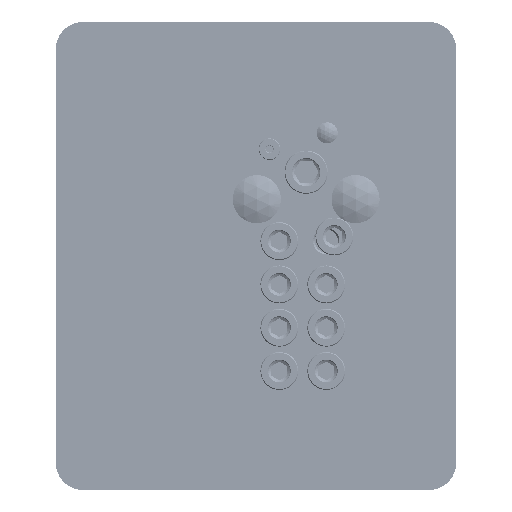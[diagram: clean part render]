
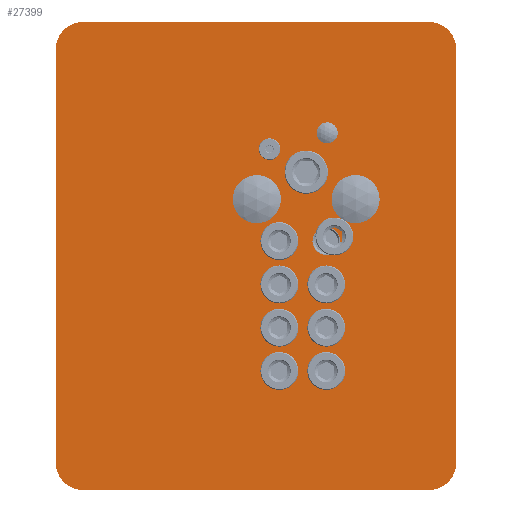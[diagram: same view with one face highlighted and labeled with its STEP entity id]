
A CAD part, front view. The second image highlights one B-rep face of the part: STEP entity #27399.
In plain terms, the highlighted planar face has unit normal (0, -1, 0).
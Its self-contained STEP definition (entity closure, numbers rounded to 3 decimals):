
#1421=FACE_BOUND('',#6689,.T.);
#1422=FACE_BOUND('',#6690,.T.);
#1423=FACE_BOUND('',#6691,.T.);
#1424=FACE_BOUND('',#6692,.T.);
#1425=FACE_BOUND('',#6693,.T.);
#1426=FACE_BOUND('',#6694,.T.);
#1427=FACE_BOUND('',#6695,.T.);
#1428=FACE_BOUND('',#6696,.T.);
#1429=FACE_BOUND('',#6697,.T.);
#1430=FACE_BOUND('',#6698,.T.);
#1431=FACE_BOUND('',#6699,.T.);
#1432=FACE_BOUND('',#6700,.T.);
#1433=FACE_BOUND('',#6701,.T.);
#2444=CIRCLE('',#29974,6.75);
#2446=CIRCLE('',#29977,5.1);
#2448=CIRCLE('',#29980,5.1);
#2450=CIRCLE('',#29983,5.1);
#2452=CIRCLE('',#29986,5.1);
#2454=CIRCLE('',#29989,2.75);
#2456=CIRCLE('',#29992,2.75);
#2458=CIRCLE('',#29995,5.1);
#2460=CIRCLE('',#29998,5.1);
#2462=CIRCLE('',#30001,5.1);
#2464=CIRCLE('',#30004,5.1);
#2466=CIRCLE('',#30007,6.75);
#2468=CIRCLE('',#30010,6.75);
#2483=CIRCLE('',#30038,10.);
#2487=CIRCLE('',#30045,10.);
#2488=CIRCLE('',#30048,10.);
#2489=CIRCLE('',#30051,10.);
#4559=FACE_OUTER_BOUND('',#6688,.T.);
#6688=EDGE_LOOP('',(#23436,#23437,#23438,#23439,#23440,#23441,#23442,#23443));
#6689=EDGE_LOOP('',(#23444));
#6690=EDGE_LOOP('',(#23445));
#6691=EDGE_LOOP('',(#23446));
#6692=EDGE_LOOP('',(#23447));
#6693=EDGE_LOOP('',(#23448));
#6694=EDGE_LOOP('',(#23449));
#6695=EDGE_LOOP('',(#23450));
#6696=EDGE_LOOP('',(#23451));
#6697=EDGE_LOOP('',(#23452));
#6698=EDGE_LOOP('',(#23453));
#6699=EDGE_LOOP('',(#23454));
#6700=EDGE_LOOP('',(#23455));
#6701=EDGE_LOOP('',(#23456));
#9169=LINE('',#45870,#11353);
#9175=LINE('',#45890,#11359);
#9178=LINE('',#45898,#11362);
#9180=LINE('',#45904,#11364);
#11353=VECTOR('',#36819,10.);
#11359=VECTOR('',#36839,10.);
#11362=VECTOR('',#36848,10.);
#11364=VECTOR('',#36856,10.);
#13659=VERTEX_POINT('',#45756);
#13661=VERTEX_POINT('',#45761);
#13663=VERTEX_POINT('',#45766);
#13665=VERTEX_POINT('',#45771);
#13667=VERTEX_POINT('',#45776);
#13669=VERTEX_POINT('',#45781);
#13671=VERTEX_POINT('',#45786);
#13673=VERTEX_POINT('',#45791);
#13675=VERTEX_POINT('',#45796);
#13677=VERTEX_POINT('',#45801);
#13679=VERTEX_POINT('',#45806);
#13681=VERTEX_POINT('',#45811);
#13683=VERTEX_POINT('',#45816);
#13699=VERTEX_POINT('',#45860);
#13700=VERTEX_POINT('',#45862);
#13702=VERTEX_POINT('',#45868);
#13708=VERTEX_POINT('',#45884);
#13709=VERTEX_POINT('',#45888);
#13710=VERTEX_POINT('',#45892);
#13711=VERTEX_POINT('',#45896);
#13712=VERTEX_POINT('',#45900);
#17054=EDGE_CURVE('',#13659,#13659,#2444,.T.);
#17056=EDGE_CURVE('',#13661,#13661,#2446,.T.);
#17058=EDGE_CURVE('',#13663,#13663,#2448,.T.);
#17060=EDGE_CURVE('',#13665,#13665,#2450,.T.);
#17062=EDGE_CURVE('',#13667,#13667,#2452,.T.);
#17064=EDGE_CURVE('',#13669,#13669,#2454,.T.);
#17066=EDGE_CURVE('',#13671,#13671,#2456,.T.);
#17068=EDGE_CURVE('',#13673,#13673,#2458,.T.);
#17070=EDGE_CURVE('',#13675,#13675,#2460,.T.);
#17072=EDGE_CURVE('',#13677,#13677,#2462,.T.);
#17074=EDGE_CURVE('',#13679,#13679,#2464,.T.);
#17076=EDGE_CURVE('',#13681,#13681,#2466,.T.);
#17078=EDGE_CURVE('',#13683,#13683,#2468,.T.);
#17094=EDGE_CURVE('',#13699,#13700,#2483,.T.);
#17098=EDGE_CURVE('',#13699,#13702,#9169,.T.);
#17106=EDGE_CURVE('',#13708,#13702,#2487,.T.);
#17108=EDGE_CURVE('',#13708,#13709,#9175,.T.);
#17110=EDGE_CURVE('',#13710,#13709,#2488,.T.);
#17112=EDGE_CURVE('',#13710,#13711,#9178,.T.);
#17114=EDGE_CURVE('',#13712,#13711,#2489,.T.);
#17115=EDGE_CURVE('',#13712,#13700,#9180,.T.);
#23436=ORIENTED_EDGE('',*,*,#17094,.F.);
#23437=ORIENTED_EDGE('',*,*,#17098,.T.);
#23438=ORIENTED_EDGE('',*,*,#17106,.F.);
#23439=ORIENTED_EDGE('',*,*,#17108,.T.);
#23440=ORIENTED_EDGE('',*,*,#17110,.F.);
#23441=ORIENTED_EDGE('',*,*,#17112,.T.);
#23442=ORIENTED_EDGE('',*,*,#17114,.F.);
#23443=ORIENTED_EDGE('',*,*,#17115,.T.);
#23444=ORIENTED_EDGE('',*,*,#17054,.T.);
#23445=ORIENTED_EDGE('',*,*,#17056,.T.);
#23446=ORIENTED_EDGE('',*,*,#17058,.T.);
#23447=ORIENTED_EDGE('',*,*,#17060,.T.);
#23448=ORIENTED_EDGE('',*,*,#17062,.T.);
#23449=ORIENTED_EDGE('',*,*,#17064,.T.);
#23450=ORIENTED_EDGE('',*,*,#17066,.T.);
#23451=ORIENTED_EDGE('',*,*,#17068,.T.);
#23452=ORIENTED_EDGE('',*,*,#17070,.T.);
#23453=ORIENTED_EDGE('',*,*,#17072,.T.);
#23454=ORIENTED_EDGE('',*,*,#17074,.T.);
#23455=ORIENTED_EDGE('',*,*,#17076,.T.);
#23456=ORIENTED_EDGE('',*,*,#17078,.T.);
#25977=PLANE('',#30053);
#27399=ADVANCED_FACE('',(#4559,#1421,#1422,#1423,#1424,#1425,#1426,#1427,
#1428,#1429,#1430,#1431,#1432,#1433),#25977,.T.);
#29974=AXIS2_PLACEMENT_3D('',#45757,#36683,#36684);
#29977=AXIS2_PLACEMENT_3D('',#45762,#36689,#36690);
#29980=AXIS2_PLACEMENT_3D('',#45767,#36695,#36696);
#29983=AXIS2_PLACEMENT_3D('',#45772,#36701,#36702);
#29986=AXIS2_PLACEMENT_3D('',#45777,#36707,#36708);
#29989=AXIS2_PLACEMENT_3D('',#45782,#36713,#36714);
#29992=AXIS2_PLACEMENT_3D('',#45787,#36719,#36720);
#29995=AXIS2_PLACEMENT_3D('',#45792,#36725,#36726);
#29998=AXIS2_PLACEMENT_3D('',#45797,#36731,#36732);
#30001=AXIS2_PLACEMENT_3D('',#45802,#36737,#36738);
#30004=AXIS2_PLACEMENT_3D('',#45807,#36743,#36744);
#30007=AXIS2_PLACEMENT_3D('',#45812,#36749,#36750);
#30010=AXIS2_PLACEMENT_3D('',#45817,#36755,#36756);
#30038=AXIS2_PLACEMENT_3D('',#45863,#36812,#36813);
#30045=AXIS2_PLACEMENT_3D('',#45886,#36834,#36835);
#30048=AXIS2_PLACEMENT_3D('',#45894,#36843,#36844);
#30051=AXIS2_PLACEMENT_3D('',#45902,#36852,#36853);
#30053=AXIS2_PLACEMENT_3D('',#45905,#36857,#36858);
#36683=DIRECTION('center_axis',(0.,1.,0.));
#36684=DIRECTION('ref_axis',(-1.,0.,0.));
#36689=DIRECTION('center_axis',(0.,1.,0.));
#36690=DIRECTION('ref_axis',(-1.,0.,0.));
#36695=DIRECTION('center_axis',(0.,1.,0.));
#36696=DIRECTION('ref_axis',(-1.,0.,0.));
#36701=DIRECTION('center_axis',(0.,1.,0.));
#36702=DIRECTION('ref_axis',(-1.,0.,0.));
#36707=DIRECTION('center_axis',(0.,1.,0.));
#36708=DIRECTION('ref_axis',(-1.,0.,0.));
#36713=DIRECTION('center_axis',(0.,1.,0.));
#36714=DIRECTION('ref_axis',(-1.,0.,0.));
#36719=DIRECTION('center_axis',(0.,1.,0.));
#36720=DIRECTION('ref_axis',(-1.,0.,0.));
#36725=DIRECTION('center_axis',(0.,1.,0.));
#36726=DIRECTION('ref_axis',(-1.,0.,0.));
#36731=DIRECTION('center_axis',(0.,1.,0.));
#36732=DIRECTION('ref_axis',(-1.,0.,0.));
#36737=DIRECTION('center_axis',(0.,1.,0.));
#36738=DIRECTION('ref_axis',(-1.,0.,0.));
#36743=DIRECTION('center_axis',(0.,1.,0.));
#36744=DIRECTION('ref_axis',(-1.,0.,0.));
#36749=DIRECTION('center_axis',(0.,1.,0.));
#36750=DIRECTION('ref_axis',(-1.,0.,0.));
#36755=DIRECTION('center_axis',(0.,1.,0.));
#36756=DIRECTION('ref_axis',(-1.,0.,0.));
#36812=DIRECTION('center_axis',(0.,1.,0.));
#36813=DIRECTION('ref_axis',(-0.707,0.,-0.707));
#36819=DIRECTION('',(1.,0.,0.));
#36834=DIRECTION('center_axis',(0.,1.,0.));
#36835=DIRECTION('ref_axis',(0.707,0.,-0.707));
#36839=DIRECTION('',(0.,0.,1.));
#36843=DIRECTION('center_axis',(0.,1.,0.));
#36844=DIRECTION('ref_axis',(0.707,0.,0.707));
#36848=DIRECTION('',(-1.,0.,0.));
#36852=DIRECTION('center_axis',(0.,1.,0.));
#36853=DIRECTION('ref_axis',(-0.707,0.,0.707));
#36856=DIRECTION('',(0.,0.,-1.));
#36857=DIRECTION('center_axis',(0.,-1.,0.));
#36858=DIRECTION('ref_axis',(0.,0.,-1.));
#45756=CARTESIAN_POINT('',(-30.05,0.,-21.));
#45757=CARTESIAN_POINT('Origin',(-36.8,0.,-21.));
#45761=CARTESIAN_POINT('',(-20.87,0.,42.5));
#45762=CARTESIAN_POINT('Origin',(-25.97,0.,42.5));
#45766=CARTESIAN_POINT('',(-20.87,0.,10.5));
#45767=CARTESIAN_POINT('Origin',(-25.97,0.,10.5));
#45771=CARTESIAN_POINT('',(-3.53,0.,42.5));
#45772=CARTESIAN_POINT('Origin',(-8.63,0.,42.5));
#45776=CARTESIAN_POINT('',(-3.53,0.,10.5));
#45777=CARTESIAN_POINT('Origin',(-8.63,0.,10.5));
#45781=CARTESIAN_POINT('',(-2.25,0.,-39.5));
#45782=CARTESIAN_POINT('Origin',(-5.,0.,-39.5));
#45786=CARTESIAN_POINT('',(-23.55,0.,-45.5));
#45787=CARTESIAN_POINT('Origin',(-26.3,0.,-45.5));
#45791=CARTESIAN_POINT('',(-3.53,0.,-5.5));
#45792=CARTESIAN_POINT('Origin',(-8.63,0.,-5.5));
#45796=CARTESIAN_POINT('',(-3.53,0.,26.5));
#45797=CARTESIAN_POINT('Origin',(-8.63,0.,26.5));
#45801=CARTESIAN_POINT('',(-20.87,0.,-5.5));
#45802=CARTESIAN_POINT('Origin',(-25.97,0.,-5.5));
#45806=CARTESIAN_POINT('',(-20.87,0.,26.5));
#45807=CARTESIAN_POINT('Origin',(-25.97,0.,26.5));
#45811=CARTESIAN_POINT('',(-11.8,0.,-31.));
#45812=CARTESIAN_POINT('Origin',(-18.55,0.,-31.));
#45816=CARTESIAN_POINT('',(6.45,0.,-21.));
#45817=CARTESIAN_POINT('Origin',(-0.3,0.,-21.));
#45860=CARTESIAN_POINT('',(-64.,0.,-86.5));
#45862=CARTESIAN_POINT('',(-74.,0.,-76.5));
#45863=CARTESIAN_POINT('Origin',(-64.,0.,-76.5));
#45868=CARTESIAN_POINT('',(64.,0.,-86.5));
#45870=CARTESIAN_POINT('',(-74.,0.,-86.5));
#45884=CARTESIAN_POINT('',(74.,0.,-76.5));
#45886=CARTESIAN_POINT('Origin',(64.,0.,-76.5));
#45888=CARTESIAN_POINT('',(74.,0.,76.5));
#45890=CARTESIAN_POINT('',(74.,0.,-86.5));
#45892=CARTESIAN_POINT('',(64.,0.,86.5));
#45894=CARTESIAN_POINT('Origin',(64.,0.,76.5));
#45896=CARTESIAN_POINT('',(-64.,0.,86.5));
#45898=CARTESIAN_POINT('',(74.,0.,86.5));
#45900=CARTESIAN_POINT('',(-74.,0.,76.5));
#45902=CARTESIAN_POINT('Origin',(-64.,0.,76.5));
#45904=CARTESIAN_POINT('',(-74.,0.,86.5));
#45905=CARTESIAN_POINT('Origin',(0.,0.,0.));
